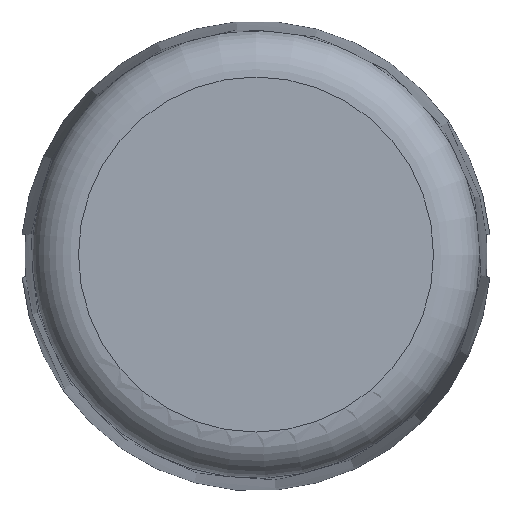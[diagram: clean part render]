
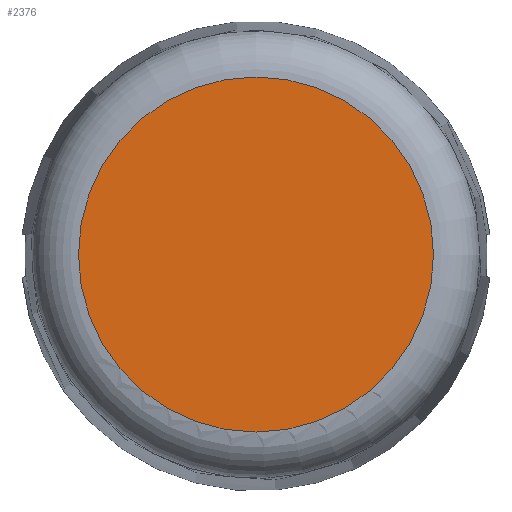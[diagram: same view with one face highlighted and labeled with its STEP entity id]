
A CAD part, top view. The second image highlights one B-rep face of the part: STEP entity #2376.
In plain terms, the highlighted planar face has unit normal (0, 0, 1).
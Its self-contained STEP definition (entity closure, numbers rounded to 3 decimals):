
#2234 = EDGE_CURVE('',#2235,#2235,#2237,.T.);
#2235 = VERTEX_POINT('',#2236);
#2236 = CARTESIAN_POINT('',(1.92,0.,9.));
#2237 = SURFACE_CURVE('',#2238,(#2243,#2255),.PCURVE_S1.);
#2238 = CIRCLE('',#2239,1.92);
#2239 = AXIS2_PLACEMENT_3D('',#2240,#2241,#2242);
#2240 = CARTESIAN_POINT('',(0.,0.,9.));
#2241 = DIRECTION('',(0.,0.,-1.));
#2242 = DIRECTION('',(-1.,0.,0.));
#2243 = PCURVE('',#2244,#2249);
#2244 = TOROIDAL_SURFACE('',#2245,1.92,0.5);
#2245 = AXIS2_PLACEMENT_3D('',#2246,#2247,#2248);
#2246 = CARTESIAN_POINT('',(0.,0.,8.5));
#2247 = DIRECTION('',(0.,0.,-1.));
#2248 = DIRECTION('',(-1.,0.,0.));
#2249 = DEFINITIONAL_REPRESENTATION('',(#2250),#2254);
#2250 = LINE('',#2251,#2252);
#2251 = CARTESIAN_POINT('',(0.,4.712));
#2252 = VECTOR('',#2253,1.);
#2253 = DIRECTION('',(1.,0.));
#2254 = ( GEOMETRIC_REPRESENTATION_CONTEXT(2) 
PARAMETRIC_REPRESENTATION_CONTEXT() REPRESENTATION_CONTEXT('2D SPACE',''
  ) );
#2255 = PCURVE('',#2256,#2261);
#2256 = PLANE('',#2257);
#2257 = AXIS2_PLACEMENT_3D('',#2258,#2259,#2260);
#2258 = CARTESIAN_POINT('',(0.,0.,9.));
#2259 = DIRECTION('',(0.,0.,-1.));
#2260 = DIRECTION('',(-1.,0.,0.));
#2261 = DEFINITIONAL_REPRESENTATION('',(#2262),#2266);
#2262 = CIRCLE('',#2263,1.92);
#2263 = AXIS2_PLACEMENT_2D('',#2264,#2265);
#2264 = CARTESIAN_POINT('',(0.,0.));
#2265 = DIRECTION('',(1.,0.));
#2266 = ( GEOMETRIC_REPRESENTATION_CONTEXT(2) 
PARAMETRIC_REPRESENTATION_CONTEXT() REPRESENTATION_CONTEXT('2D SPACE',''
  ) );
#2376 = ADVANCED_FACE('',(#2377),#2256,.F.);
#2377 = FACE_BOUND('',#2378,.T.);
#2378 = EDGE_LOOP('',(#2379));
#2379 = ORIENTED_EDGE('',*,*,#2234,.F.);
